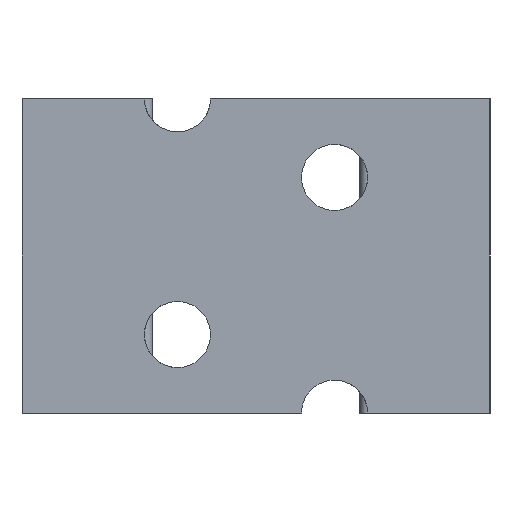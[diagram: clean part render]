
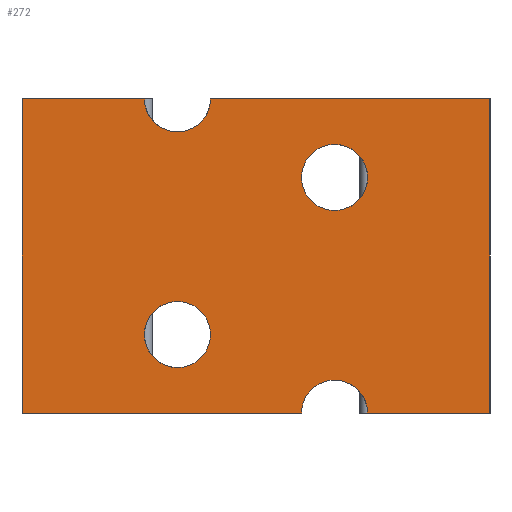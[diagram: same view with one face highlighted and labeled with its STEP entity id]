
A CAD part, front view. The second image highlights one B-rep face of the part: STEP entity #272.
In plain terms, the highlighted planar face has unit normal (0, -1, 0).
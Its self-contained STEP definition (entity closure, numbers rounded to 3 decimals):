
#5 = DIRECTION ( 'NONE',  ( 1., 0., 0. ) ) ;
#8 = CARTESIAN_POINT ( 'NONE',  ( -14.9, 0., -10. ) ) ;
#28 = VERTEX_POINT ( 'NONE', #114 ) ;
#54 = CARTESIAN_POINT ( 'NONE',  ( 5., 0., -7.9 ) ) ;
#72 = AXIS2_PLACEMENT_3D ( 'NONE', #348, #105, #370 ) ;
#80 = VERTEX_POINT ( 'NONE', #1210 ) ;
#85 = EDGE_CURVE ( 'NONE', #1699, #1700, #1302, .T. ) ;
#91 = CARTESIAN_POINT ( 'NONE',  ( 5., 0., 5. ) ) ;
#105 = DIRECTION ( 'NONE',  ( 0., 1., 0. ) ) ;
#110 = DIRECTION ( 'NONE',  ( 0., 0., 1. ) ) ;
#114 = CARTESIAN_POINT ( 'NONE',  ( 5., 0., 2.9 ) ) ;
#135 = CARTESIAN_POINT ( 'NONE',  ( -14.9, 0., 10. ) ) ;
#154 = FACE_BOUND ( 'NONE', #1250, .T. ) ;
#156 = EDGE_CURVE ( 'NONE', #28, #80, #1510, .T. ) ;
#158 = ORIENTED_EDGE ( 'NONE', *, *, #85, .T. ) ;
#170 = FACE_BOUND ( 'NONE', #340, .T. ) ;
#200 = VERTEX_POINT ( 'NONE', #1352 ) ;
#216 = ORIENTED_EDGE ( 'NONE', *, *, #968, .T. ) ;
#272 = ADVANCED_FACE ( 'NONE', ( #154, #170, #328 ), #986, .F. ) ;
#278 = EDGE_CURVE ( 'NONE', #200, #1578, #1572, .T. ) ;
#282 = DIRECTION ( 'NONE',  ( 0., 0., 1. ) ) ;
#285 = CARTESIAN_POINT ( 'NONE',  ( 14.9, 0., -10. ) ) ;
#309 = ORIENTED_EDGE ( 'NONE', *, *, #782, .T. ) ;
#317 = AXIS2_PLACEMENT_3D ( 'NONE', #967, #1656, #282 ) ;
#328 = FACE_OUTER_BOUND ( 'NONE', #966, .T. ) ;
#331 = CARTESIAN_POINT ( 'NONE',  ( -2.9, 0., 10. ) ) ;
#340 = EDGE_LOOP ( 'NONE', ( #1309, #1088 ) ) ;
#348 = CARTESIAN_POINT ( 'NONE',  ( 5., 0., -10. ) ) ;
#370 = DIRECTION ( 'NONE',  ( 0., 0., 1. ) ) ;
#375 = AXIS2_PLACEMENT_3D ( 'NONE', #1674, #823, #428 ) ;
#407 = CIRCLE ( 'NONE', #1332, 2.1 ) ;
#410 = LINE ( 'NONE', #1678, #432 ) ;
#416 = AXIS2_PLACEMENT_3D ( 'NONE', #441, #448, #1689 ) ;
#428 = DIRECTION ( 'NONE',  ( 0., 0., 1. ) ) ;
#432 = VECTOR ( 'NONE', #1655, 1000. ) ;
#435 = CIRCLE ( 'NONE', #1391, 2.1 ) ;
#441 = CARTESIAN_POINT ( 'NONE',  ( -5., 0., -5. ) ) ;
#448 = DIRECTION ( 'NONE',  ( 0., 1., 0. ) ) ;
#451 = CIRCLE ( 'NONE', #72, 2.1 ) ;
#485 = ORIENTED_EDGE ( 'NONE', *, *, #601, .T. ) ;
#508 = EDGE_CURVE ( 'NONE', #1406, #1321, #814, .T. ) ;
#587 = CARTESIAN_POINT ( 'NONE',  ( -14.9, 0., -10. ) ) ;
#589 = VECTOR ( 'NONE', #1012, 1000. ) ;
#601 = EDGE_CURVE ( 'NONE', #1416, #1658, #1665, .T. ) ;
#604 = DIRECTION ( 'NONE',  ( 0., 1., 0. ) ) ;
#606 = AXIS2_PLACEMENT_3D ( 'NONE', #1337, #1482, #110 ) ;
#668 = ORIENTED_EDGE ( 'NONE', *, *, #278, .T. ) ;
#689 = ORIENTED_EDGE ( 'NONE', *, *, #1100, .F. ) ;
#711 = ORIENTED_EDGE ( 'NONE', *, *, #1284, .F. ) ;
#782 = EDGE_CURVE ( 'NONE', #1700, #1406, #451, .T. ) ;
#794 = ORIENTED_EDGE ( 'NONE', *, *, #1547, .F. ) ;
#813 = CARTESIAN_POINT ( 'NONE',  ( 14.9, 0., 10. ) ) ;
#814 = LINE ( 'NONE', #8, #1586 ) ;
#823 = DIRECTION ( 'NONE',  ( 0., 1., 0. ) ) ;
#834 = ORIENTED_EDGE ( 'NONE', *, *, #508, .T. ) ;
#841 = CIRCLE ( 'NONE', #416, 2.1 ) ;
#876 = EDGE_CURVE ( 'NONE', #80, #28, #407, .T. ) ;
#963 = DIRECTION ( 'NONE',  ( 1., 0., 0. ) ) ;
#966 = EDGE_LOOP ( 'NONE', ( #689, #1773, #794, #485, #216, #158, #309, #834, #711 ) ) ;
#967 = CARTESIAN_POINT ( 'NONE',  ( -5., 0., -5. ) ) ;
#968 = EDGE_CURVE ( 'NONE', #1658, #1699, #1359, .T. ) ;
#986 = PLANE ( 'NONE',  #375 ) ;
#1011 = ORIENTED_EDGE ( 'NONE', *, *, #1651, .T. ) ;
#1012 = DIRECTION ( 'NONE',  ( 1., 0., 0. ) ) ;
#1022 = CARTESIAN_POINT ( 'NONE',  ( -14.9, 0., -10. ) ) ;
#1036 = LINE ( 'NONE', #1728, #1461 ) ;
#1043 = DIRECTION ( 'NONE',  ( 1., 0., 0. ) ) ;
#1062 = CARTESIAN_POINT ( 'NONE',  ( 5., 0., 5. ) ) ;
#1088 = ORIENTED_EDGE ( 'NONE', *, *, #156, .T. ) ;
#1100 = EDGE_CURVE ( 'NONE', #1449, #1228, #1378, .T. ) ;
#1123 = CARTESIAN_POINT ( 'NONE',  ( -7.1, 0., 10. ) ) ;
#1194 = DIRECTION ( 'NONE',  ( 0., 1., 0. ) ) ;
#1210 = CARTESIAN_POINT ( 'NONE',  ( 5., 0., 7.1 ) ) ;
#1213 = AXIS2_PLACEMENT_3D ( 'NONE', #1062, #1471, #1755 ) ;
#1228 = VERTEX_POINT ( 'NONE', #813 ) ;
#1243 = VERTEX_POINT ( 'NONE', #1123 ) ;
#1250 = EDGE_LOOP ( 'NONE', ( #1011, #668 ) ) ;
#1284 = EDGE_CURVE ( 'NONE', #1228, #1321, #410, .T. ) ;
#1302 = CIRCLE ( 'NONE', #606, 2.1 ) ;
#1309 = ORIENTED_EDGE ( 'NONE', *, *, #876, .T. ) ;
#1321 = VERTEX_POINT ( 'NONE', #285 ) ;
#1324 = DIRECTION ( 'NONE',  ( 0., 0., -1. ) ) ;
#1327 = DIRECTION ( 'NONE',  ( 0., 0., 1. ) ) ;
#1332 = AXIS2_PLACEMENT_3D ( 'NONE', #91, #1194, #1327 ) ;
#1337 = CARTESIAN_POINT ( 'NONE',  ( 5., 0., -10. ) ) ;
#1352 = CARTESIAN_POINT ( 'NONE',  ( -5., 0., -7.1 ) ) ;
#1359 = LINE ( 'NONE', #1022, #589 ) ;
#1378 = LINE ( 'NONE', #135, #1639 ) ;
#1379 = VECTOR ( 'NONE', #1324, 1000. ) ;
#1391 = AXIS2_PLACEMENT_3D ( 'NONE', #1411, #604, #1558 ) ;
#1406 = VERTEX_POINT ( 'NONE', #1537 ) ;
#1411 = CARTESIAN_POINT ( 'NONE',  ( -5., 0., 10. ) ) ;
#1416 = VERTEX_POINT ( 'NONE', #1713 ) ;
#1421 = CARTESIAN_POINT ( 'NONE',  ( 2.9, 0., -10. ) ) ;
#1432 = CARTESIAN_POINT ( 'NONE',  ( -5., 0., -2.9 ) ) ;
#1449 = VERTEX_POINT ( 'NONE', #331 ) ;
#1461 = VECTOR ( 'NONE', #1043, 1000. ) ;
#1471 = DIRECTION ( 'NONE',  ( 0., 1., 0. ) ) ;
#1473 = CARTESIAN_POINT ( 'NONE',  ( -14.9, 0., 10. ) ) ;
#1482 = DIRECTION ( 'NONE',  ( 0., 1., 0. ) ) ;
#1510 = CIRCLE ( 'NONE', #1213, 2.1 ) ;
#1537 = CARTESIAN_POINT ( 'NONE',  ( 7.1, 0., -10. ) ) ;
#1547 = EDGE_CURVE ( 'NONE', #1416, #1243, #1036, .T. ) ;
#1558 = DIRECTION ( 'NONE',  ( 0., 0., 1. ) ) ;
#1572 = CIRCLE ( 'NONE', #317, 2.1 ) ;
#1578 = VERTEX_POINT ( 'NONE', #1432 ) ;
#1586 = VECTOR ( 'NONE', #963, 1000. ) ;
#1639 = VECTOR ( 'NONE', #5, 1000. ) ;
#1651 = EDGE_CURVE ( 'NONE', #1578, #200, #841, .T. ) ;
#1655 = DIRECTION ( 'NONE',  ( 0., 0., -1. ) ) ;
#1656 = DIRECTION ( 'NONE',  ( 0., 1., 0. ) ) ;
#1658 = VERTEX_POINT ( 'NONE', #587 ) ;
#1665 = LINE ( 'NONE', #1473, #1379 ) ;
#1674 = CARTESIAN_POINT ( 'NONE',  ( -14.9, 0., 10. ) ) ;
#1678 = CARTESIAN_POINT ( 'NONE',  ( 14.9, 0., 10. ) ) ;
#1689 = DIRECTION ( 'NONE',  ( 0., 0., 1. ) ) ;
#1699 = VERTEX_POINT ( 'NONE', #1421 ) ;
#1700 = VERTEX_POINT ( 'NONE', #54 ) ;
#1713 = CARTESIAN_POINT ( 'NONE',  ( -14.9, 0., 10. ) ) ;
#1728 = CARTESIAN_POINT ( 'NONE',  ( -14.9, 0., 10. ) ) ;
#1729 = EDGE_CURVE ( 'NONE', #1449, #1243, #435, .T. ) ;
#1755 = DIRECTION ( 'NONE',  ( 0., 0., 1. ) ) ;
#1773 = ORIENTED_EDGE ( 'NONE', *, *, #1729, .T. ) ;
